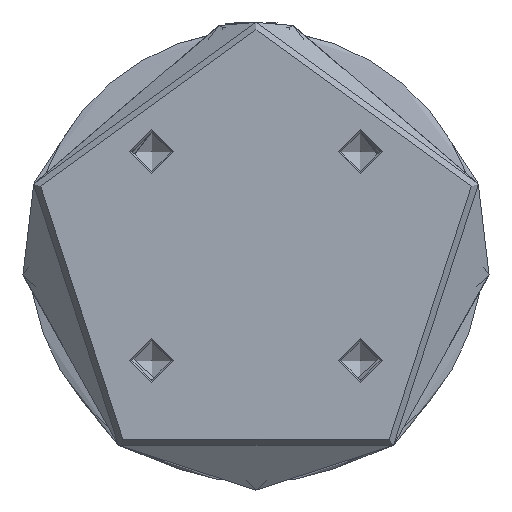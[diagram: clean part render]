
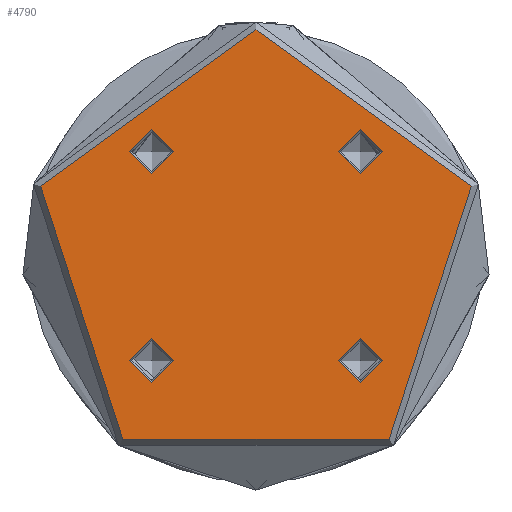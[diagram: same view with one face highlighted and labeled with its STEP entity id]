
A CAD part, front view. The second image highlights one B-rep face of the part: STEP entity #4790.
In plain terms, the highlighted face is planar.
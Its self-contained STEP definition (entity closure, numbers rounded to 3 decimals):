
#465 = ORIENTED_EDGE ( 'NONE', *, *, #3951, .F. ) ;
#578 = ORIENTED_EDGE ( 'NONE', *, *, #3112, .F. ) ;
#768 = EDGE_LOOP ( 'NONE', ( #578 ) ) ;
#794 = DIRECTION ( 'NONE',  ( 0., 0., -1. ) ) ;
#902 = AXIS2_PLACEMENT_3D ( 'NONE', #3299, #4163, #1589 ) ;
#969 = DIRECTION ( 'NONE',  ( 0., 0., 1. ) ) ;
#982 = EDGE_CURVE ( 'NONE', #2098, #2098, #1466, .T. ) ;
#1014 = CARTESIAN_POINT ( 'NONE',  ( 21.213, -21.213, 0. ) ) ;
#1116 = CIRCLE ( 'NONE', #4339, 4.5 ) ;
#1281 = DIRECTION ( 'NONE',  ( 0., 0., 1. ) ) ;
#1433 = DIRECTION ( 'NONE',  ( -1., 0., 0. ) ) ;
#1466 = CIRCLE ( 'NONE', #1527, 46. ) ;
#1525 = CARTESIAN_POINT ( 'NONE',  ( 16.713, 21.213, 0. ) ) ;
#1527 = AXIS2_PLACEMENT_3D ( 'NONE', #3528, #969, #3958 ) ;
#1589 = DIRECTION ( 'NONE',  ( -1., 0., 0. ) ) ;
#1796 = FACE_OUTER_BOUND ( 'NONE', #2977, .T. ) ;
#1856 = FACE_BOUND ( 'NONE', #2850, .T. ) ;
#1858 = FACE_BOUND ( 'NONE', #4358, .T. ) ;
#1908 = CIRCLE ( 'NONE', #2450, 4.5 ) ;
#1941 = FACE_BOUND ( 'NONE', #768, .T. ) ;
#2076 = FACE_BOUND ( 'NONE', #2665, .T. ) ;
#2098 = VERTEX_POINT ( 'NONE', #2363 ) ;
#2138 = CIRCLE ( 'NONE', #2458, 4.5 ) ;
#2363 = CARTESIAN_POINT ( 'NONE',  ( 46., 0., 0. ) ) ;
#2379 = CARTESIAN_POINT ( 'NONE',  ( -16.713, 21.213, 0. ) ) ;
#2397 = CARTESIAN_POINT ( 'NONE',  ( 21.213, 21.213, 0. ) ) ;
#2450 = AXIS2_PLACEMENT_3D ( 'NONE', #3356, #794, #3782 ) ;
#2458 = AXIS2_PLACEMENT_3D ( 'NONE', #1014, #4012, #1433 ) ;
#2528 = ORIENTED_EDGE ( 'NONE', *, *, #4641, .T. ) ;
#2665 = EDGE_LOOP ( 'NONE', ( #2528 ) ) ;
#2817 = EDGE_CURVE ( 'NONE', #5500, #5500, #1908, .T. ) ;
#2827 = DIRECTION ( 'NONE',  ( -1., 0., 0. ) ) ;
#2850 = EDGE_LOOP ( 'NONE', ( #465 ) ) ;
#2977 = EDGE_LOOP ( 'NONE', ( #3834 ) ) ;
#3112 = EDGE_CURVE ( 'NONE', #5295, #5295, #1116, .T. ) ;
#3241 = CARTESIAN_POINT ( 'NONE',  ( -16.713, -21.213, 0. ) ) ;
#3299 = CARTESIAN_POINT ( 'NONE',  ( 0., 0., 0. ) ) ;
#3356 = CARTESIAN_POINT ( 'NONE',  ( -21.213, 21.213, 0. ) ) ;
#3528 = CARTESIAN_POINT ( 'NONE',  ( 0., 0., 0. ) ) ;
#3723 = PLANE ( 'NONE',  #902 ) ;
#3764 = ORIENTED_EDGE ( 'NONE', *, *, #2817, .T. ) ;
#3782 = DIRECTION ( 'NONE',  ( 1., 0., 0. ) ) ;
#3834 = ORIENTED_EDGE ( 'NONE', *, *, #982, .T. ) ;
#3847 = CARTESIAN_POINT ( 'NONE',  ( -21.213, -21.213, 0. ) ) ;
#3857 = CIRCLE ( 'NONE', #4208, 4.5 ) ;
#3951 = EDGE_CURVE ( 'NONE', #5095, #5095, #3857, .T. ) ;
#3958 = DIRECTION ( 'NONE',  ( 1., 0., 0. ) ) ;
#4012 = DIRECTION ( 'NONE',  ( 0., 0., -1. ) ) ;
#4163 = DIRECTION ( 'NONE',  ( 0., 0., -1. ) ) ;
#4208 = AXIS2_PLACEMENT_3D ( 'NONE', #2397, #5381, #2827 ) ;
#4280 = DIRECTION ( 'NONE',  ( 1., 0., 0. ) ) ;
#4339 = AXIS2_PLACEMENT_3D ( 'NONE', #3847, #1281, #4280 ) ;
#4358 = EDGE_LOOP ( 'NONE', ( #3764 ) ) ;
#4641 = EDGE_CURVE ( 'NONE', #4962, #4962, #2138, .T. ) ;
#4790 = ADVANCED_FACE ( 'NONE', ( #1856, #1858, #2076, #1941, #1796 ), #3723, .F. ) ;
#4962 = VERTEX_POINT ( 'NONE', #5388 ) ;
#5095 = VERTEX_POINT ( 'NONE', #1525 ) ;
#5295 = VERTEX_POINT ( 'NONE', #3241 ) ;
#5381 = DIRECTION ( 'NONE',  ( 0., 0., 1. ) ) ;
#5388 = CARTESIAN_POINT ( 'NONE',  ( 16.713, -21.213, 0. ) ) ;
#5500 = VERTEX_POINT ( 'NONE', #2379 ) ;
